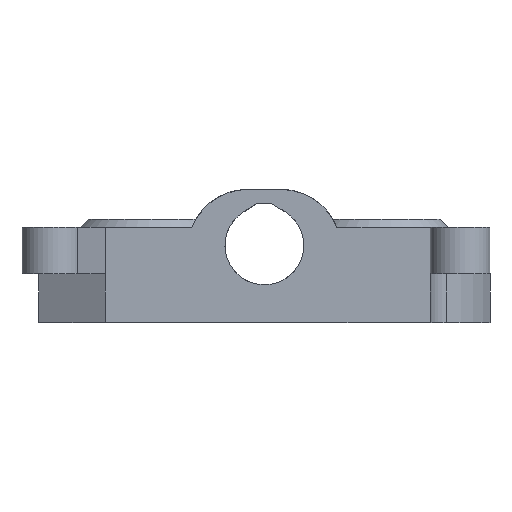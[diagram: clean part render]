
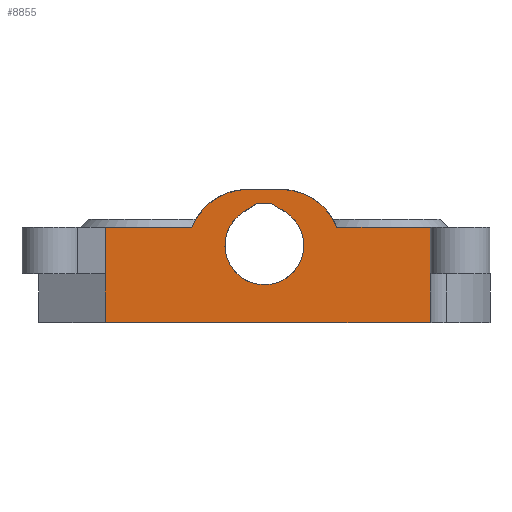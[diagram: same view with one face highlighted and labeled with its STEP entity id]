
A CAD part, front view. The second image highlights one B-rep face of the part: STEP entity #8855.
In plain terms, the highlighted planar face has unit normal (0, -1, 0).
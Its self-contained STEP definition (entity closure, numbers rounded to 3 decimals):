
#1411=LINE('',#16988,#1975);
#1479=LINE('',#18326,#2043);
#1482=LINE('',#18331,#2046);
#1484=LINE('',#18335,#2048);
#1527=LINE('',#18862,#2091);
#1531=LINE('',#18885,#2095);
#1536=LINE('',#18912,#2100);
#1543=LINE('',#18941,#2107);
#1547=LINE('',#18956,#2111);
#1556=LINE('',#18977,#2120);
#1557=LINE('',#18979,#2121);
#1975=VECTOR('',#9755,10.);
#2043=VECTOR('',#10029,10.);
#2046=VECTOR('',#10034,10.);
#2048=VECTOR('',#10038,10.);
#2091=VECTOR('',#10225,10.);
#2095=VECTOR('',#10245,10.);
#2100=VECTOR('',#10264,10.);
#2107=VECTOR('',#10301,10.);
#2111=VECTOR('',#10317,10.);
#2120=VECTOR('',#10346,10.);
#2121=VECTOR('',#10349,10.);
#2215=FACE_BOUND('',#3210,.T.);
#2689=FACE_OUTER_BOUND('',#3209,.T.);
#3209=EDGE_LOOP('',(#8247,#8248,#8249,#8250,#8251,#8252,#8253,#8254,#8255,
#8256));
#3210=EDGE_LOOP('',(#8257,#8258,#8259,#8260));
#3301=CIRCLE('',#9091,7.25);
#3320=CIRCLE('',#9131,11.142);
#3327=CIRCLE('',#9141,11.142);
#4004=VERTEX_POINT('',#16985);
#4005=VERTEX_POINT('',#16987);
#4149=VERTEX_POINT('',#18323);
#4150=VERTEX_POINT('',#18325);
#4151=VERTEX_POINT('',#18329);
#4152=VERTEX_POINT('',#18333);
#4202=VERTEX_POINT('',#18859);
#4203=VERTEX_POINT('',#18861);
#4204=VERTEX_POINT('',#18875);
#4206=VERTEX_POINT('',#18884);
#4211=VERTEX_POINT('',#18904);
#4213=VERTEX_POINT('',#18910);
#4220=VERTEX_POINT('',#18939);
#4225=VERTEX_POINT('',#18955);
#5210=EDGE_CURVE('',#4004,#4005,#1411,.T.);
#5419=EDGE_CURVE('',#4150,#4149,#1479,.T.);
#5422=EDGE_CURVE('',#4149,#4151,#1482,.T.);
#5424=EDGE_CURVE('',#4151,#4152,#1484,.T.);
#5488=EDGE_CURVE('',#4152,#4150,#3301,.T.);
#5523=EDGE_CURVE('',#4203,#4202,#1527,.T.);
#5527=EDGE_CURVE('',#4204,#4203,#3320,.T.);
#5532=EDGE_CURVE('',#4206,#4204,#1531,.T.);
#5540=EDGE_CURVE('',#4202,#4211,#3327,.T.);
#5543=EDGE_CURVE('',#4211,#4213,#1536,.T.);
#5556=EDGE_CURVE('',#4004,#4220,#1543,.T.);
#5563=EDGE_CURVE('',#4005,#4225,#1547,.T.);
#5574=EDGE_CURVE('',#4220,#4206,#1556,.T.);
#5575=EDGE_CURVE('',#4225,#4213,#1557,.T.);
#8247=ORIENTED_EDGE('',*,*,#5543,.T.);
#8248=ORIENTED_EDGE('',*,*,#5575,.F.);
#8249=ORIENTED_EDGE('',*,*,#5563,.F.);
#8250=ORIENTED_EDGE('',*,*,#5210,.F.);
#8251=ORIENTED_EDGE('',*,*,#5556,.T.);
#8252=ORIENTED_EDGE('',*,*,#5574,.T.);
#8253=ORIENTED_EDGE('',*,*,#5532,.T.);
#8254=ORIENTED_EDGE('',*,*,#5527,.T.);
#8255=ORIENTED_EDGE('',*,*,#5523,.T.);
#8256=ORIENTED_EDGE('',*,*,#5540,.T.);
#8257=ORIENTED_EDGE('',*,*,#5419,.T.);
#8258=ORIENTED_EDGE('',*,*,#5422,.T.);
#8259=ORIENTED_EDGE('',*,*,#5424,.T.);
#8260=ORIENTED_EDGE('',*,*,#5488,.T.);
#8380=PLANE('',#9175);
#8855=ADVANCED_FACE('',(#2689,#2215),#8380,.T.);
#9091=AXIS2_PLACEMENT_3D('',#18780,#10135,#10136);
#9131=AXIS2_PLACEMENT_3D('',#18876,#10232,#10233);
#9141=AXIS2_PLACEMENT_3D('',#18906,#10257,#10258);
#9175=AXIS2_PLACEMENT_3D('',#18978,#10347,#10348);
#9755=DIRECTION('',(-1.,0.,0.));
#10029=DIRECTION('',(0.852,0.,0.524));
#10034=DIRECTION('',(1.,0.,0.));
#10038=DIRECTION('',(0.852,0.,-0.524));
#10135=DIRECTION('center_axis',(0.,1.,0.));
#10136=DIRECTION('ref_axis',(-1.,0.,0.));
#10225=DIRECTION('',(-1.,0.,0.));
#10232=DIRECTION('center_axis',(0.,-1.,0.));
#10233=DIRECTION('ref_axis',(0.928,0.,0.372));
#10245=DIRECTION('',(-1.,0.,0.));
#10257=DIRECTION('center_axis',(0.,-1.,0.));
#10258=DIRECTION('ref_axis',(0.,0.,
1.));
#10264=DIRECTION('',(-1.,0.,0.));
#10301=DIRECTION('',(0.,0.,1.));
#10317=DIRECTION('',(0.,0.,1.));
#10346=DIRECTION('',(0.,0.,1.));
#10347=DIRECTION('center_axis',(0.,-1.,0.));
#10348=DIRECTION('ref_axis',(1.,0.,0.));
#10349=DIRECTION('',(0.,0.,1.));
#16985=CARTESIAN_POINT('',(30.5,-23.,0.));
#16987=CARTESIAN_POINT('',(-29.242,-23.,0.));
#16988=CARTESIAN_POINT('',(30.5,-23.,0.));
#18323=CARTESIAN_POINT('',(-1.2,-23.,21.974));
#18325=CARTESIAN_POINT('',(-3.8,-23.,20.374));
#18326=CARTESIAN_POINT('',(-16.274,-23.,12.698));
#18329=CARTESIAN_POINT('',(1.2,-23.,21.974));
#18331=CARTESIAN_POINT('',(-14.021,-23.,21.974));
#18333=CARTESIAN_POINT('',(3.8,-23.,20.374));
#18335=CARTESIAN_POINT('',(-3.636,-23.,24.95));
#18780=CARTESIAN_POINT('Origin',(0.,-23.,
14.2));
#18859=CARTESIAN_POINT('',(-3.,-23.,24.5));
#18861=CARTESIAN_POINT('',(3.,-23.,24.5));
#18862=CARTESIAN_POINT('',(-16.121,-23.,24.5));
#18875=CARTESIAN_POINT('',(13.344,-23.,17.5));
#18876=CARTESIAN_POINT('Origin',(3.,-23.,13.358));
#18884=CARTESIAN_POINT('',(30.5,-23.,17.5));
#18885=CARTESIAN_POINT('',(-7.949,-23.,17.5));
#18904=CARTESIAN_POINT('',(-13.344,-23.,17.5));
#18906=CARTESIAN_POINT('Origin',(-3.,-23.,13.358));
#18910=CARTESIAN_POINT('',(-29.242,-23.,17.5));
#18912=CARTESIAN_POINT('',(-39.269,-23.,17.5));
#18939=CARTESIAN_POINT('',(30.5,-23.,9.));
#18941=CARTESIAN_POINT('',(30.5,-23.,0.));
#18955=CARTESIAN_POINT('',(-29.242,-23.,9.));
#18956=CARTESIAN_POINT('',(-29.242,-23.,0.));
#18977=CARTESIAN_POINT('',(30.5,-23.,0.));
#18978=CARTESIAN_POINT('Origin',(-29.242,-23.,0.));
#18979=CARTESIAN_POINT('',(-29.242,-23.,0.));
